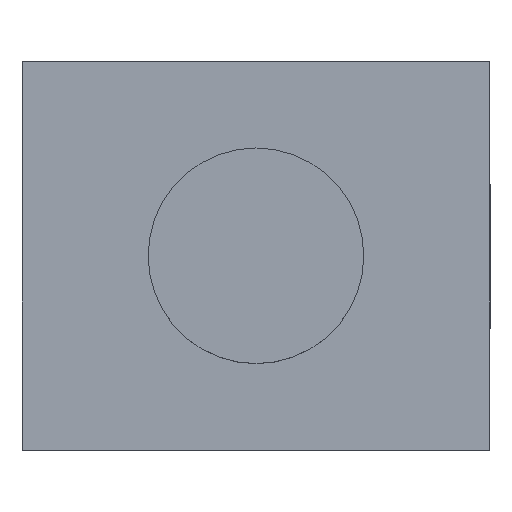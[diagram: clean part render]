
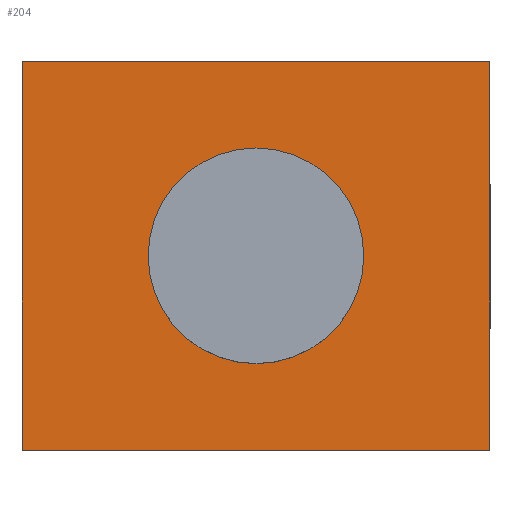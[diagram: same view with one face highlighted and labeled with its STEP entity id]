
A CAD part, top view. The second image highlights one B-rep face of the part: STEP entity #204.
In plain terms, the highlighted planar face has unit normal (0, 0, 1).
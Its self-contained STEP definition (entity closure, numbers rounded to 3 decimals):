
#83=LINE('',#1103,#143);
#84=LINE('',#1106,#144);
#85=LINE('',#1108,#145);
#86=LINE('',#1110,#146);
#143=VECTOR('',#883,1.);
#144=VECTOR('',#884,1.);
#145=VECTOR('',#885,1.);
#146=VECTOR('',#886,1.);
#204=ADVANCED_FACE('',(#281,#282),#250,.T.);
#250=PLANE('',#791);
#281=FACE_BOUND('',#314,.T.);
#282=FACE_BOUND('',#315,.T.);
#314=EDGE_LOOP('',(#383,#384,#385,#386));
#315=EDGE_LOOP('',(#387));
#383=ORIENTED_EDGE('',*,*,#633,.T.);
#384=ORIENTED_EDGE('',*,*,#634,.F.);
#385=ORIENTED_EDGE('',*,*,#635,.F.);
#386=ORIENTED_EDGE('',*,*,#636,.T.);
#387=ORIENTED_EDGE('',*,*,#637,.F.);
#567=VERTEX_POINT('',#1104);
#568=VERTEX_POINT('',#1105);
#569=VERTEX_POINT('',#1107);
#570=VERTEX_POINT('',#1109);
#571=VERTEX_POINT('',#1112);
#633=EDGE_CURVE('',#567,#568,#83,.T.);
#634=EDGE_CURVE('',#569,#568,#84,.T.);
#635=EDGE_CURVE('',#570,#569,#85,.T.);
#636=EDGE_CURVE('',#570,#567,#86,.T.);
#637=EDGE_CURVE('',#571,#571,#725,.T.);
#725=CIRCLE('',#790,29.95);
#790=AXIS2_PLACEMENT_3D('',#1111,#887,#888);
#791=AXIS2_PLACEMENT_3D('',#1113,#889,#890);
#883=DIRECTION('',(1.,0.,0.));
#884=DIRECTION('',(0.,-1.,0.));
#885=DIRECTION('',(1.,0.,0.));
#886=DIRECTION('',(0.,-1.,0.));
#887=DIRECTION('',(0.,0.,1.));
#888=DIRECTION('',(1.,0.,0.));
#889=DIRECTION('',(0.,0.,1.));
#890=DIRECTION('',(1.,0.,0.));
#1103=CARTESIAN_POINT('',(-65.,-54.,0.));
#1104=CARTESIAN_POINT('',(-65.,-54.,0.));
#1105=CARTESIAN_POINT('',(65.,-54.,0.));
#1106=CARTESIAN_POINT('',(65.,-54.,0.));
#1107=CARTESIAN_POINT('',(65.,54.,0.));
#1108=CARTESIAN_POINT('',(-65.,54.,0.));
#1109=CARTESIAN_POINT('',(-65.,54.,0.));
#1110=CARTESIAN_POINT('',(-65.,-54.,0.));
#1111=CARTESIAN_POINT('',(0.,0.,
0.));
#1112=CARTESIAN_POINT('',(29.95,0.,0.));
#1113=CARTESIAN_POINT('',(-65.,-54.,0.));
